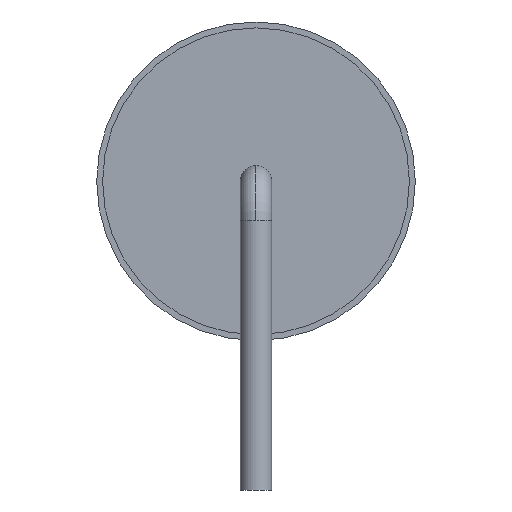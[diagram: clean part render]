
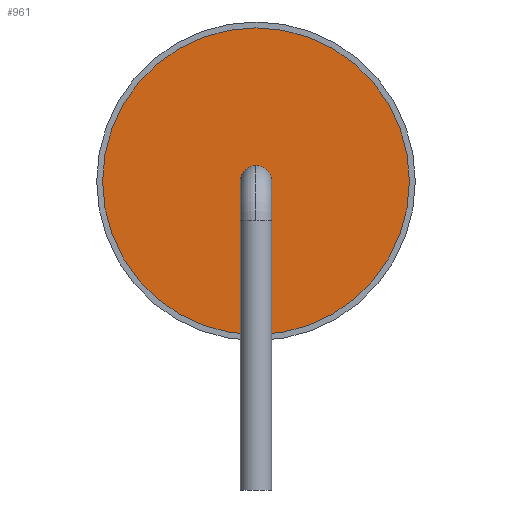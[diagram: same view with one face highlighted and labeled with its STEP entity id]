
A CAD part, left-side view. The second image highlights one B-rep face of the part: STEP entity #961.
In plain terms, the highlighted planar face has unit normal (-1, 0, 0).
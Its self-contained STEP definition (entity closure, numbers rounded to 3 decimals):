
#721=CARTESIAN_POINT('',(-2.41,-3.9,4.05));
#722=VERTEX_POINT('',#721);
#731=CARTESIAN_POINT('',(-2.41,3.9,4.05));
#732=VERTEX_POINT('',#731);
#733=CARTESIAN_POINT('',(-2.41,0.,4.05));
#734=DIRECTION('',(-1.0,0.0,0.0));
#735=DIRECTION('',(0.0,-1.0,0.0));
#736=AXIS2_PLACEMENT_3D('',#733,#734,#735);
#737=CIRCLE('',#736,3.9);
#738=EDGE_CURVE('',#732,#722,#737,.T.);
#942=CARTESIAN_POINT('',(-2.41,0.,4.05));
#943=DIRECTION('',(-1.0,0.0,0.0));
#944=DIRECTION('',(0.0,-1.0,0.0));
#945=AXIS2_PLACEMENT_3D('',#942,#943,#944);
#946=CIRCLE('',#945,3.9);
#947=EDGE_CURVE('',#722,#732,#946,.T.);
#952=CARTESIAN_POINT('',(-2.41,0.,4.05));
#953=DIRECTION('',(-1.0,0.0,0.0));
#954=DIRECTION('',(0.0,0.0,1.0));
#955=AXIS2_PLACEMENT_3D('',#952,#953,#954);
#956=PLANE('',#955);
#957=ORIENTED_EDGE('',*,*,#947,.T.);
#958=ORIENTED_EDGE('',*,*,#738,.T.);
#959=EDGE_LOOP('',(#957,#958));
#960=FACE_OUTER_BOUND('',#959,.T.);
#961=ADVANCED_FACE('',(#960),#956,.T.);
